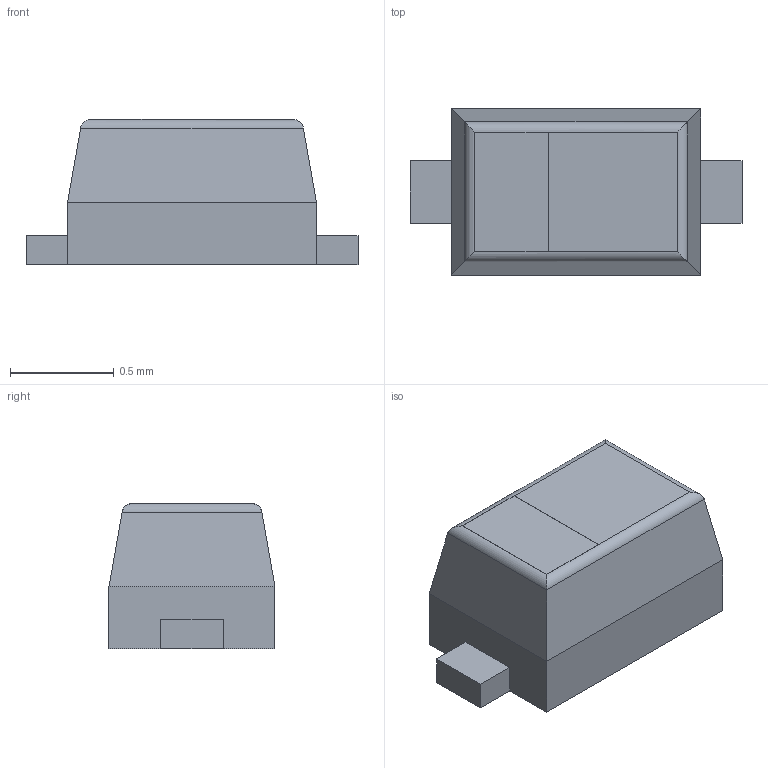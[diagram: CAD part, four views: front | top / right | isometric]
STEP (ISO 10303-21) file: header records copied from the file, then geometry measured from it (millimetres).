
FILE_DESCRIPTION(('FreeCAD Model'),'2;1');
FILE_NAME('Open CASCADE Shape Model','2023-12-12T15:26:19',('Author'),( ''),'Open CASCADE STEP processor 7.6','FreeCAD','Unknown');
FILE_SCHEMA(('AUTOMOTIVE_DESIGN { 1 0 10303 214 1 1 1 1 }'));
Length unit declared in the file: millimetre
Products named in the file (4): SODFL160X80X70L20X033; SODFL160X80X70L20X30; SODFL160X80X70L20X031; SODFL160X80X70L20X032
Assembly tree (3 placements, depth 2):
  SODFL160X80X70L20X033
    SODFL160X80X70L20X30
    SODFL160X80X70L20X031
    SODFL160X80X70L20X032
Bounding box: 1.6 x 0.8 x 0.7 mm (x, y, z)
Volume: 0.6 mm3; surface area: 4.8 mm2
Topology: 3 solids, 3 shells, 31 faces, 63 edges, 38 vertices
Faces by surface type: plane 27, cylinder 4
Entity records: 1869 total; most frequent: CARTESIAN_POINT 466, DIRECTION 247, LINE 177, VECTOR 177, ORIENTED_EDGE 126, PCURVE 126, DEFINITIONAL_REPRESENTATION 126, EDGE_CURVE 63
